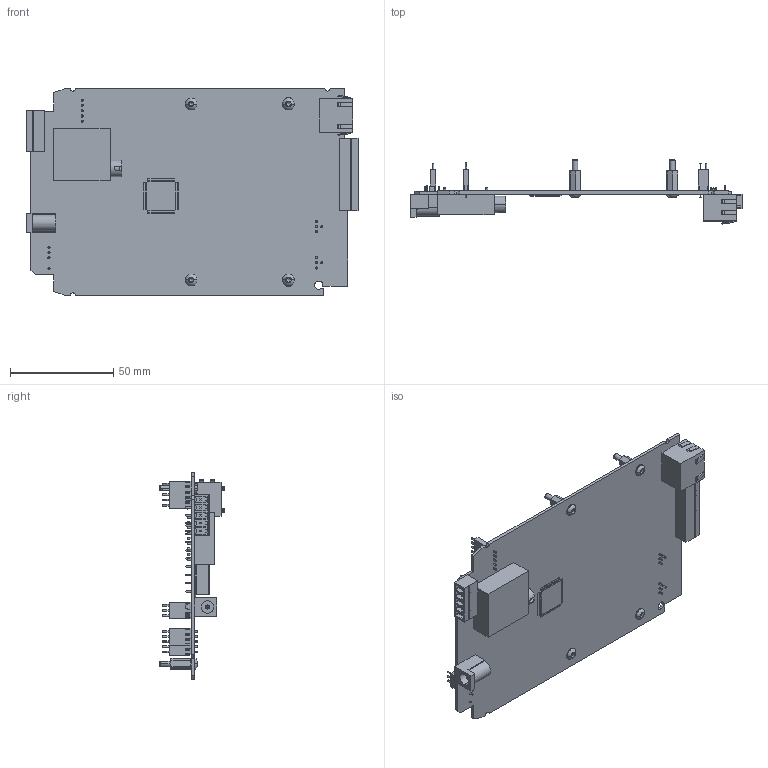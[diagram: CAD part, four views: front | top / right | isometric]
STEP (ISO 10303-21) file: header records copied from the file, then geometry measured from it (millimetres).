
FILE_DESCRIPTION (( 'STEP AP203' ), '1' );
FILE_NAME ('Ïëàòà ìóëüòèïëåêñîðà (òðàíñìèòòîðà) â ñáîðå.STEP', '2014-05-12T09:02:43', ( '' ), ( '' ), 'SwSTEP 2.0', 'SolidWorks 2012', '' );
FILE_SCHEMA (( 'CONFIG_CONTROL_DESIGN' ));
Length unit declared in the file: millimetre
Products named in the file (12): Îïòè÷åñêèé ïðåîáðàçîâàòåëü; Ðàçúåì ïèòàíèÿ ìóëüòèïëåêñîðà; Ïëàòà ìóëüòèïëåêñîðà; Êëåìíèê 3.81 (ïàïà íà ïëàòó) 5 ïèí; RJ 45 (ãíåçäî íà ïëàòó); PBD+PLD (äëÿ ïèòàíèÿ); Êëåìíèê 3.81 (ïàïà íà ïëàòó) 9 ïèí; PBD+PLD (äëÿ 485); PBD+PLD (äëÿ âèäåî); socket button head cap screw_am_B18.3.4M - 3 x 0.5 x 6 SBHCS --N; Ïëàòà ìóëüòèïëåêñîðà (òðàíñìèòòîðà) â ñáîðå; Ñòîéêà äëÿ ïëàò 10 ìì
Assembly tree (18 placements, depth 2):
  Ïëàòà ìóëüòèïëåêñîðà (òðàíñìèòòîðà) â ñáîðå
    Ïëàòà ìóëüòèïëåêñîðà
    Ðàçúåì ïèòàíèÿ ìóëüòèïëåêñîðà
    Îïòè÷åñêèé ïðåîáðàçîâàòåëü
    Êëåìíèê 3.81 (ïàïà íà ïëàòó) 5 ïèí
    Êëåìíèê 3.81 (ïàïà íà ïëàòó) 9 ïèí
    RJ 45 (ãíåçäî íà ïëàòó)
    PBD+PLD (äëÿ ïèòàíèÿ)
    PBD+PLD (äëÿ 485)
    PBD+PLD (äëÿ âèäåî)  x2
    Ñòîéêà äëÿ ïëàò 10 ìì  x4
    socket button head cap screw_am_B18.3.4M - 3 x 0.5 x 6 SBHCS --N  x4
Bounding box: 160.4 x 30.96 x 100 mm (x, y, z)
Volume: 37440.4 mm3; surface area: 44457.6 mm2
Topology: 18 solids, 18 shells, 1361 faces, 3380 edges, 2156 vertices
Faces by surface type: plane 999, cylinder 290, cone 52, torus 10, sphere 8, bspline 2
Entity records: 35120 total; most frequent: CARTESIAN_POINT 5968, ORIENTED_EDGE 5684, DIRECTION 5648, EDGE_CURVE 2842, LINE 2300, VECTOR 2300, VERTEX_POINT 1838, AXIS2_PLACEMENT_3D 1674
